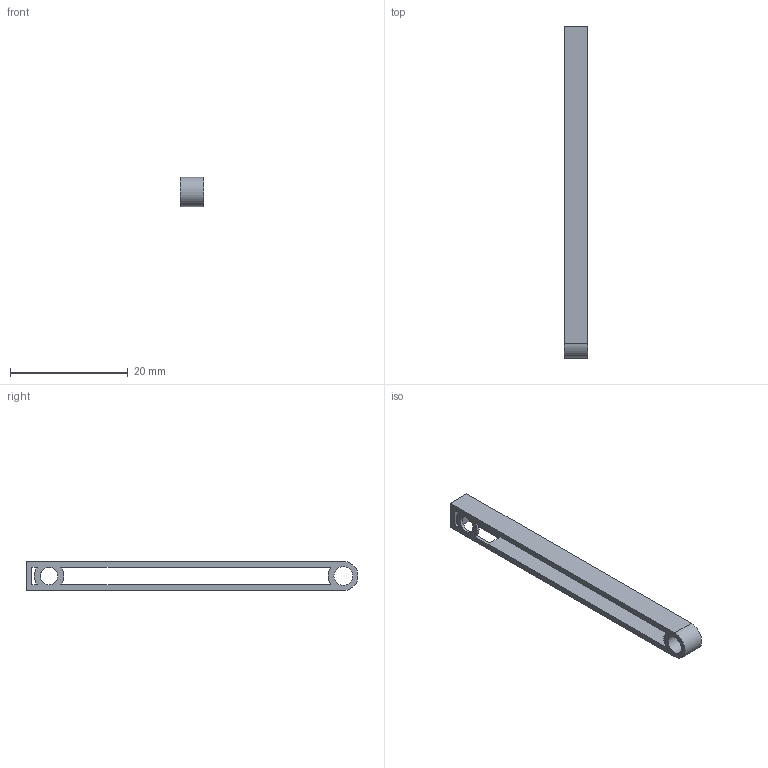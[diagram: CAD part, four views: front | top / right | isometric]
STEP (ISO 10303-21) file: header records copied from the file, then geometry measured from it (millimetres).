
FILE_DESCRIPTION(/* description */ (''),/* implementation_level */ '2;1');
FILE_NAME(/* name */ 'Component4.step',/* time_stamp */ '2024-11-21T18:50:22+01:00',/* author */ (''),/* organization */ (''),/* preprocessor_version */ 'ST-DEVELOPER v20',/* originating_system */ 'Autodesk Translation Framework v13.20.0.188',/* authorisation */ '');
FILE_SCHEMA (('AUTOMOTIVE_DESIGN { 1 0 10303 214 3 1 1 }'));
Length unit declared in the file: millimetre
Products named in the file (1): FusionComponent
Bounding box: 4 x 56.5 x 5 mm (x, y, z)
Volume: 463.4 mm3; surface area: 1205.4 mm2
Topology: 1 solids, 1 shells, 22 faces, 75 edges, 50 vertices
Faces by surface type: plane 14, cylinder 8
Full cylindrical faces by diameter (mm): 3.012 x1, 3.2 x1
Entity records: 880 total; most frequent: ORIENTED_EDGE 150, CARTESIAN_POINT 148, DIRECTION 141, EDGE_CURVE 75, LINE 55, VECTOR 55, VERTEX_POINT 50, AXIS2_PLACEMENT_3D 43
